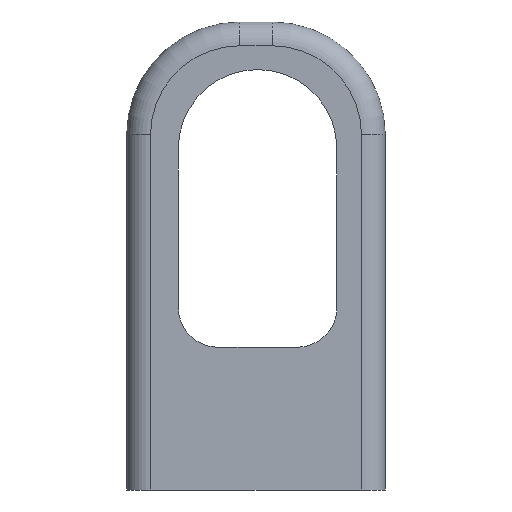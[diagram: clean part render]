
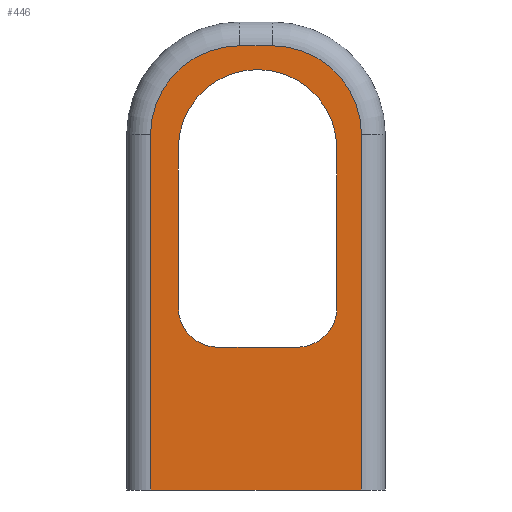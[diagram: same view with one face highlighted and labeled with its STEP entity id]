
A CAD part, front view. The second image highlights one B-rep face of the part: STEP entity #446.
In plain terms, the highlighted planar face has unit normal (0, -1, 0).
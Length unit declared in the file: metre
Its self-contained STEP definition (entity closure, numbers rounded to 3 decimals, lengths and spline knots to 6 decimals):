
#34=LINE('',#694,#66);
#47=LINE('',#735,#79);
#52=LINE('',#749,#84);
#56=LINE('',#761,#88);
#59=LINE('',#769,#91);
#60=LINE('',#773,#92);
#61=LINE('',#777,#93);
#66=VECTOR('',#544,1.);
#79=VECTOR('',#581,1.);
#84=VECTOR('',#594,1.);
#88=VECTOR('',#606,1.);
#91=VECTOR('',#619,1.);
#92=VECTOR('',#622,1.);
#93=VECTOR('',#625,1.);
#151=ORIENTED_EDGE('',*,*,#225,.T.);
#152=ORIENTED_EDGE('',*,*,#263,.T.);
#153=ORIENTED_EDGE('',*,*,#264,.T.);
#154=ORIENTED_EDGE('',*,*,#265,.T.);
#155=ORIENTED_EDGE('',*,*,#266,.T.);
#156=ORIENTED_EDGE('',*,*,#267,.T.);
#157=ORIENTED_EDGE('',*,*,#245,.F.);
#158=ORIENTED_EDGE('',*,*,#249,.F.);
#159=ORIENTED_EDGE('',*,*,#252,.T.);
#160=ORIENTED_EDGE('',*,*,#255,.F.);
#161=ORIENTED_EDGE('',*,*,#258,.T.);
#162=ORIENTED_EDGE('',*,*,#260,.F.);
#225=EDGE_CURVE('',#288,#287,#34,.T.);
#245=EDGE_CURVE('',#303,#304,#47,.T.);
#249=EDGE_CURVE('',#306,#303,#336,.T.);
#252=EDGE_CURVE('',#306,#308,#52,.T.);
#255=EDGE_CURVE('',#310,#308,#338,.T.);
#258=EDGE_CURVE('',#310,#312,#56,.T.);
#260=EDGE_CURVE('',#304,#312,#340,.T.);
#263=EDGE_CURVE('',#287,#313,#59,.T.);
#264=EDGE_CURVE('',#313,#314,#341,.T.);
#265=EDGE_CURVE('',#314,#315,#60,.F.);
#266=EDGE_CURVE('',#315,#316,#342,.T.);
#267=EDGE_CURVE('',#316,#288,#61,.F.);
#287=VERTEX_POINT('',#693);
#288=VERTEX_POINT('',#695);
#303=VERTEX_POINT('',#734);
#304=VERTEX_POINT('',#736);
#306=VERTEX_POINT('',#742);
#308=VERTEX_POINT('',#748);
#310=VERTEX_POINT('',#754);
#312=VERTEX_POINT('',#760);
#313=VERTEX_POINT('',#770);
#314=VERTEX_POINT('',#772);
#315=VERTEX_POINT('',#774);
#316=VERTEX_POINT('',#776);
#336=CIRCLE('',#493,0.005);
#338=CIRCLE('',#497,0.005);
#340=CIRCLE('',#501,0.01);
#341=CIRCLE('',#504,0.011244);
#342=CIRCLE('',#505,0.011244);
#369=EDGE_LOOP('',(#151,#152,#153,#154,#155,#156));
#370=EDGE_LOOP('',(#157,#158,#159,#160,#161,#162));
#403=FACE_BOUND('',#369,.T.);
#404=FACE_BOUND('',#370,.T.);
#432=PLANE('',#503);
#446=ADVANCED_FACE('',(#403,#404),#432,.T.);
#493=AXIS2_PLACEMENT_3D('',#743,#588,#589);
#497=AXIS2_PLACEMENT_3D('',#755,#600,#601);
#501=AXIS2_PLACEMENT_3D('',#764,#611,#612);
#503=AXIS2_PLACEMENT_3D('',#768,#617,#618);
#504=AXIS2_PLACEMENT_3D('',#771,#620,#621);
#505=AXIS2_PLACEMENT_3D('',#775,#623,#624);
#544=DIRECTION('',(1.,0.,0.));
#581=DIRECTION('',(0.,0.,1.));
#588=DIRECTION('',(0.,-1.,0.));
#589=DIRECTION('',(0.,0.,-1.));
#594=DIRECTION('',(-1.,0.,0.));
#600=DIRECTION('',(0.,-1.,0.));
#601=DIRECTION('',(0.,0.,-1.));
#606=DIRECTION('',(0.,0.,1.));
#611=DIRECTION('',(0.,-1.,0.));
#612=DIRECTION('',(0.,0.,-1.));
#617=DIRECTION('',(0.,-1.,0.));
#618=DIRECTION('',(1.,0.,0.));
#619=DIRECTION('',(0.,0.,1.));
#620=DIRECTION('',(0.,-1.,0.));
#621=DIRECTION('',(0.,0.,-1.));
#622=DIRECTION('',(1.,0.,0.));
#623=DIRECTION('',(0.,-1.,0.));
#624=DIRECTION('',(0.,0.,-1.));
#625=DIRECTION('',(0.,0.,1.));
#693=CARTESIAN_POINT('',(0.0296,-0.00635,0.));
#694=CARTESIAN_POINT('',(0.0163,-0.00635,0.));
#695=CARTESIAN_POINT('',(0.003,-0.00635,0.));
#734=CARTESIAN_POINT('',(0.026499,-0.00635,0.023001));
#735=CARTESIAN_POINT('',(0.026498,-0.00635,0.033002));
#736=CARTESIAN_POINT('',(0.026497,-0.00635,0.043003));
#742=CARTESIAN_POINT('',(0.021499,-0.00635,0.018));
#743=CARTESIAN_POINT('',(0.021499,-0.00635,0.023));
#748=CARTESIAN_POINT('',(0.011499,-0.00635,0.018));
#749=CARTESIAN_POINT('',(0.016499,-0.00635,0.018));
#754=CARTESIAN_POINT('',(0.006499,-0.00635,0.022999));
#755=CARTESIAN_POINT('',(0.011499,-0.00635,0.023));
#760=CARTESIAN_POINT('',(0.006497,-0.00635,0.043));
#761=CARTESIAN_POINT('',(0.006498,-0.00635,0.033));
#764=CARTESIAN_POINT('',(0.016497,-0.00635,0.043001));
#768=CARTESIAN_POINT('',(0.0163,-0.00635,0.0295));
#769=CARTESIAN_POINT('',(0.0296,-0.00635,0.044756));
#770=CARTESIAN_POINT('',(0.0296,-0.00635,0.044756));
#771=CARTESIAN_POINT('',(0.018356,-0.00635,0.044756));
#772=CARTESIAN_POINT('',(0.018356,-0.00635,0.056));
#773=CARTESIAN_POINT('',(0.0163,-0.00635,0.056));
#774=CARTESIAN_POINT('',(0.014244,-0.00635,0.056));
#775=CARTESIAN_POINT('',(0.014244,-0.00635,0.044756));
#776=CARTESIAN_POINT('',(0.003,-0.00635,0.044756));
#777=CARTESIAN_POINT('',(0.003,-0.00635,0.0295));
